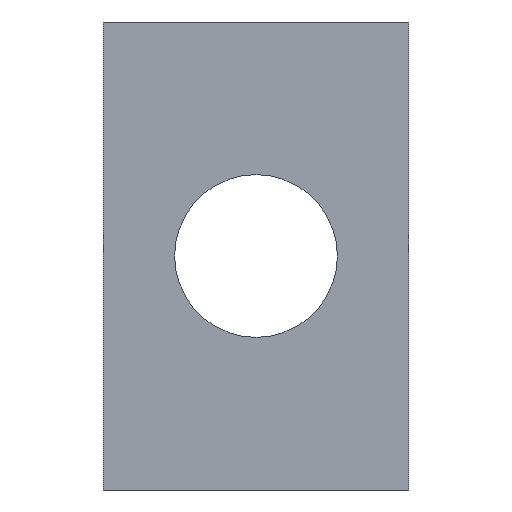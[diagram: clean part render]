
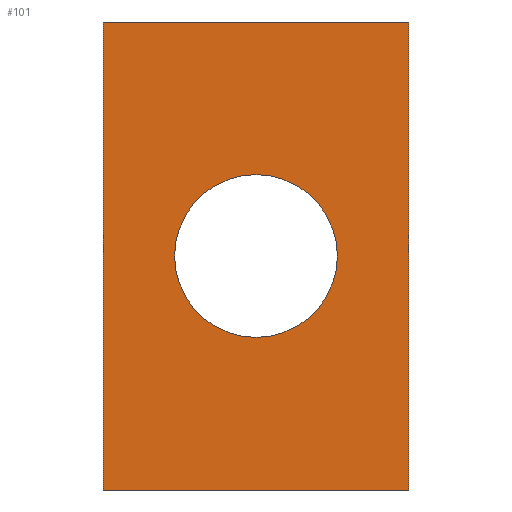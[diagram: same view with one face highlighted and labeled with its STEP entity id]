
A CAD part, left-side view. The second image highlights one B-rep face of the part: STEP entity #101.
In plain terms, the highlighted planar face has unit normal (-1, 0, 0).
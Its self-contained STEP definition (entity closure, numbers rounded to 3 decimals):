
#101=ADVANCED_FACE('',(#167,#168),#169,.F.);
#167=FACE_BOUND('',#269,.T.);
#168=FACE_OUTER_BOUND('',#270,.T.);
#169=PLANE('',#271);
#269=EDGE_LOOP('',(#460,#461));
#270=EDGE_LOOP('',(#462,#463,#464,#465));
#271=AXIS2_PLACEMENT_3D('',#466,#467,#468);
#460=ORIENTED_EDGE('',*,*,#680,.T.);
#461=ORIENTED_EDGE('',*,*,#655,.T.);
#462=ORIENTED_EDGE('',*,*,#694,.T.);
#463=ORIENTED_EDGE('',*,*,#690,.F.);
#464=ORIENTED_EDGE('',*,*,#692,.F.);
#465=ORIENTED_EDGE('',*,*,#686,.F.);
#466=CARTESIAN_POINT('',(-140.0,0.0,0.0));
#467=DIRECTION('',(1.0,0.0,0.0));
#468=DIRECTION('',(0.0,0.0,-1.0));
#655=EDGE_CURVE('',#753,#757,#759,.T.);
#680=EDGE_CURVE('',#757,#753,#800,.T.);
#686=EDGE_CURVE('',#807,#809,#810,.T.);
#690=EDGE_CURVE('',#815,#817,#818,.T.);
#692=EDGE_CURVE('',#809,#815,#820,.T.);
#694=EDGE_CURVE('',#807,#817,#822,.T.);
#753=VERTEX_POINT('',#915);
#757=VERTEX_POINT('',#920);
#759=CIRCLE('',#923,16.0);
#800=CIRCLE('',#972,16.0);
#807=VERTEX_POINT('',#980);
#809=VERTEX_POINT('',#983);
#810=LINE('',#984,#985);
#815=VERTEX_POINT('',#992);
#817=VERTEX_POINT('',#995);
#818=LINE('',#996,#997);
#820=LINE('',#1000,#1001);
#822=LINE('',#1004,#1005);
#915=CARTESIAN_POINT('',(-140.0,0.,-16.0));
#920=CARTESIAN_POINT('',(-140.0,0.,16.0));
#923=AXIS2_PLACEMENT_3D('',#1125,#1126,#1127);
#972=AXIS2_PLACEMENT_3D('',#1184,#1185,#1186);
#980=CARTESIAN_POINT('',(-140.0,30.0,46.0));
#983=CARTESIAN_POINT('',(-140.0,-30.0,46.0));
#984=CARTESIAN_POINT('',(-140.0,0.0,46.0));
#985=VECTOR('',#1198,1.0);
#992=CARTESIAN_POINT('',(-140.0,-30.0,-46.0));
#995=CARTESIAN_POINT('',(-140.0,30.0,-46.0));
#996=CARTESIAN_POINT('',(-140.0,0.0,-46.0));
#997=VECTOR('',#1202,1.0);
#1000=CARTESIAN_POINT('',(-140.0,-30.0,0.0));
#1001=VECTOR('',#1204,1.0);
#1004=CARTESIAN_POINT('',(-140.0,30.0,0.0));
#1005=VECTOR('',#1206,1.0);
#1125=CARTESIAN_POINT('',(-140.0,0.0,0.0));
#1126=DIRECTION('',(1.0,0.0,0.0));
#1127=DIRECTION('',(0.0,0.0,-1.0));
#1184=CARTESIAN_POINT('',(-140.0,0.0,0.0));
#1185=DIRECTION('',(1.0,0.0,0.0));
#1186=DIRECTION('',(0.0,0.0,-1.0));
#1198=DIRECTION('',(0.0,-1.0,0.0));
#1202=DIRECTION('',(0.0,1.0,0.0));
#1204=DIRECTION('',(0.0,0.0,-1.0));
#1206=DIRECTION('',(0.0,0.0,-1.0));
